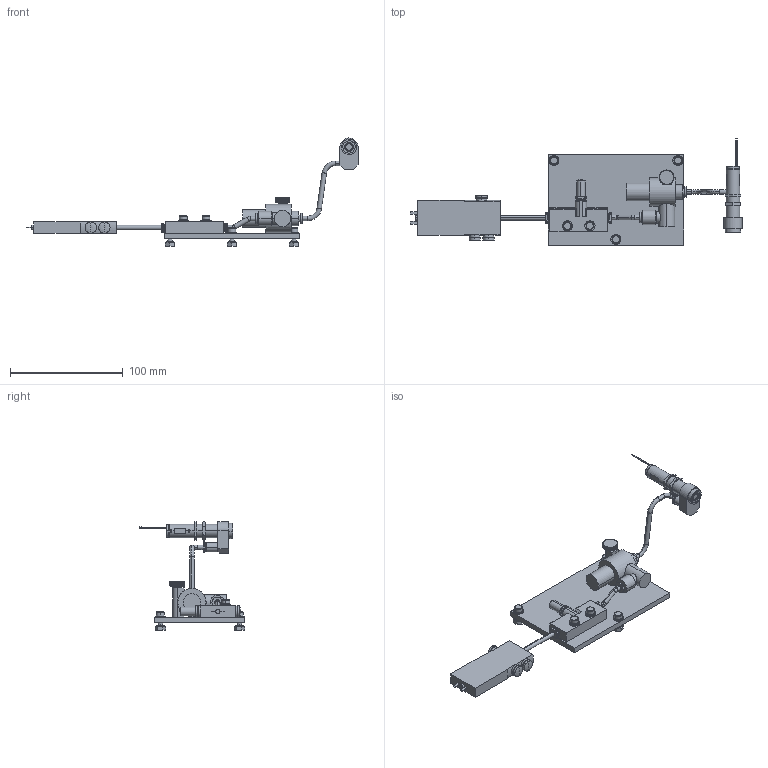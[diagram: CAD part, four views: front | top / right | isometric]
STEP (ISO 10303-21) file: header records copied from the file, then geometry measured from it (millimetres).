
FILE_DESCRIPTION (( 'STEP AP214' ), '1' );
FILE_NAME ('36797~0.STEP', '2019-05-24T10:01:38', ( '' ), ( '' ), 'SwSTEP 2.0', 'SolidWorks 2018', '' );
FILE_SCHEMA (( 'AUTOMOTIVE_DESIGN' ));
Length unit declared in the file: millimetre
Products named in the file (1): 36797~0
Bounding box: 294.45 x 93.94 x 96.08 mm (x, y, z)
Surface area: 48643.7 mm2 (no closed solid volume)
Topology: 0 solids, 18 shells, 799 faces, 1920 edges, 1218 vertices
Faces by surface type: plane 300, cylinder 243, cone 168, torus 52, bspline 36
Entity records: 27789 total; most frequent: CARTESIAN_POINT 6752, DIRECTION 3879, ORIENTED_EDGE 3826, EDGE_CURVE 1914, AXIS2_PLACEMENT_3D 1522, VERTEX_POINT 1218, EDGE_LOOP 867, LINE 835
